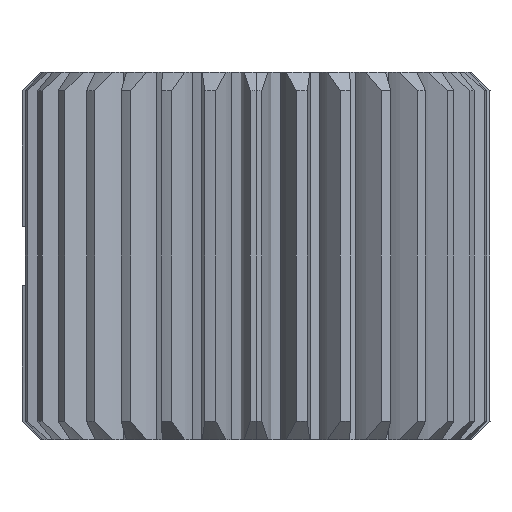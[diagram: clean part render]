
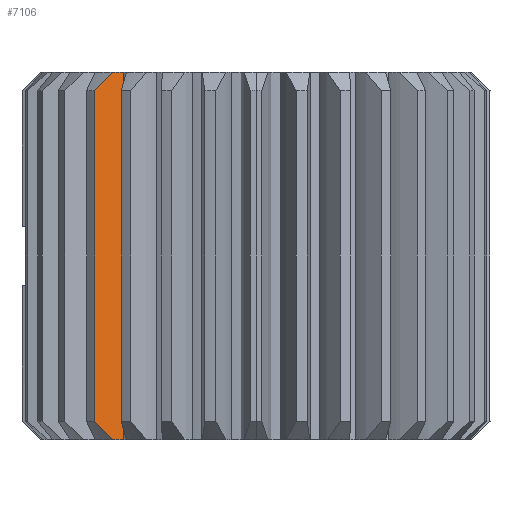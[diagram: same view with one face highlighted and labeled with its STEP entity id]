
A CAD part, left-side view. The second image highlights one B-rep face of the part: STEP entity #7106.
In plain terms, the highlighted cylindrical face has radius 7.933 mm (diameter 15.867 mm), a partial arc.
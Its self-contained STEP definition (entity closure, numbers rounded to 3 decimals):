
#76 = CARTESIAN_POINT ( 'NONE',  ( -9.234, 8.792, 1. ) ) ;
#238 = LINE ( 'NONE', #3738, #5637 ) ;
#483 = EDGE_CURVE ( 'NONE', #1941, #4538, #6770, .T. ) ;
#624 = CARTESIAN_POINT ( 'NONE',  ( -8.945, 8.152, 0.352 ) ) ;
#662 = CARTESIAN_POINT ( 'NONE',  ( -8.945, 8.152, 19.648 ) ) ;
#667 = EDGE_CURVE ( 'NONE', #4876, #2996, #5871, .T. ) ;
#1089 = CARTESIAN_POINT ( 'NONE',  ( -8.758, 7.833, 20. ) ) ;
#1130 = CARTESIAN_POINT ( 'NONE',  ( -1.906, 11.832, 20. ) ) ;
#1168 = CARTESIAN_POINT ( 'NONE',  ( -9.102, 8.474, 0.685 ) ) ;
#1212 = CARTESIAN_POINT ( 'NONE',  ( -9.102, 8.474, 19.315 ) ) ;
#1343 = EDGE_LOOP ( 'NONE', ( #5588, #4118, #3234, #4791, #6676, #6683 ) ) ;
#1484 = CARTESIAN_POINT ( 'NONE',  ( -1.906, 11.832, 0. ) ) ;
#1646 = EDGE_CURVE ( 'NONE', #6538, #2996, #238, .T. ) ;
#1724 = DIRECTION ( 'NONE',  ( -0.812, -0.584, 0. ) ) ;
#1809 = CARTESIAN_POINT ( 'NONE',  ( -8.758, 7.833, 20. ) ) ;
#1941 = VERTEX_POINT ( 'NONE', #5349 ) ;
#2042 = FACE_OUTER_BOUND ( 'NONE', #1343, .T. ) ;
#2088 = CARTESIAN_POINT ( 'NONE',  ( -1.906, 11.832, 0. ) ) ;
#2153 = VECTOR ( 'NONE', #7702, 1000. ) ;
#2462 = CARTESIAN_POINT ( 'NONE',  ( -9.234, 8.792, 1. ) ) ;
#2480 = CARTESIAN_POINT ( 'NONE',  ( -9.234, 8.792, 19. ) ) ;
#2634 = CARTESIAN_POINT ( 'NONE',  ( -8.348, 7.201, 20. ) ) ;
#2995 = DIRECTION ( 'NONE',  ( 0., 0., -1. ) ) ;
#2996 = VERTEX_POINT ( 'NONE', #7565 ) ;
#3025 = CARTESIAN_POINT ( 'NONE',  ( -8.758, 7.833, 0. ) ) ;
#3234 = ORIENTED_EDGE ( 'NONE', *, *, #6107, .T. ) ;
#3738 = CARTESIAN_POINT ( 'NONE',  ( -9.234, 8.792, 0. ) ) ;
#3821 = VERTEX_POINT ( 'NONE', #2634 ) ;
#4118 = ORIENTED_EDGE ( 'NONE', *, *, #1646, .F. ) ;
#4457 = CYLINDRICAL_SURFACE ( 'NONE', #5870, 7.933 ) ;
#4538 = VERTEX_POINT ( 'NONE', #6011 ) ;
#4791 = ORIENTED_EDGE ( 'NONE', *, *, #483, .F. ) ;
#4876 = VERTEX_POINT ( 'NONE', #1089 ) ;
#5134 = DIRECTION ( 'NONE',  ( -0.812, -0.584, 0. ) ) ;
#5293 = CARTESIAN_POINT ( 'NONE',  ( -8.348, 7.201, 0. ) ) ;
#5349 = CARTESIAN_POINT ( 'NONE',  ( -8.348, 7.201, 0. ) ) ;
#5574 = DIRECTION ( 'NONE',  ( 0., 0., 1. ) ) ;
#5588 = ORIENTED_EDGE ( 'NONE', *, *, #667, .T. ) ;
#5637 = VECTOR ( 'NONE', #6758, 1000. ) ;
#5870 = AXIS2_PLACEMENT_3D ( 'NONE', #1484, #5574, #5134 ) ;
#5871 = B_SPLINE_CURVE_WITH_KNOTS ( 'NONE', 3,
 ( #1809, #662, #1212, #2480 ),
 .UNSPECIFIED., .F., .F.,
 ( 4, 4 ),
 ( 0., 1. ),
 .UNSPECIFIED. ) ;
#6007 = DIRECTION ( 'NONE',  ( 0., 0., 1. ) ) ;
#6011 = CARTESIAN_POINT ( 'NONE',  ( -8.758, 7.833, 0. ) ) ;
#6077 = EDGE_CURVE ( 'NONE', #1941, #3821, #7548, .T. ) ;
#6107 = EDGE_CURVE ( 'NONE', #6538, #4538, #7547, .T. ) ;
#6121 = AXIS2_PLACEMENT_3D ( 'NONE', #1130, #6007, #1724 ) ;
#6479 = DIRECTION ( 'NONE',  ( -0.812, -0.584, 0. ) ) ;
#6538 = VERTEX_POINT ( 'NONE', #2462 ) ;
#6676 = ORIENTED_EDGE ( 'NONE', *, *, #6077, .T. ) ;
#6683 = ORIENTED_EDGE ( 'NONE', *, *, #7427, .F. ) ;
#6758 = DIRECTION ( 'NONE',  ( 0., 0., 1. ) ) ;
#6770 = CIRCLE ( 'NONE', #7786, 7.933 ) ;
#7106 = ADVANCED_FACE ( 'NONE', ( #2042 ), #4457, .T. ) ;
#7263 = CIRCLE ( 'NONE', #6121, 7.933 ) ;
#7427 = EDGE_CURVE ( 'NONE', #4876, #3821, #7263, .T. ) ;
#7547 = B_SPLINE_CURVE_WITH_KNOTS ( 'NONE', 3,
 ( #76, #1168, #624, #3025 ),
 .UNSPECIFIED., .F., .F.,
 ( 4, 4 ),
 ( 0., 1. ),
 .UNSPECIFIED. ) ;
#7548 = LINE ( 'NONE', #5293, #2153 ) ;
#7565 = CARTESIAN_POINT ( 'NONE',  ( -9.234, 8.792, 19. ) ) ;
#7702 = DIRECTION ( 'NONE',  ( 0., 0., 1. ) ) ;
#7786 = AXIS2_PLACEMENT_3D ( 'NONE', #2088, #2995, #6479 ) ;
